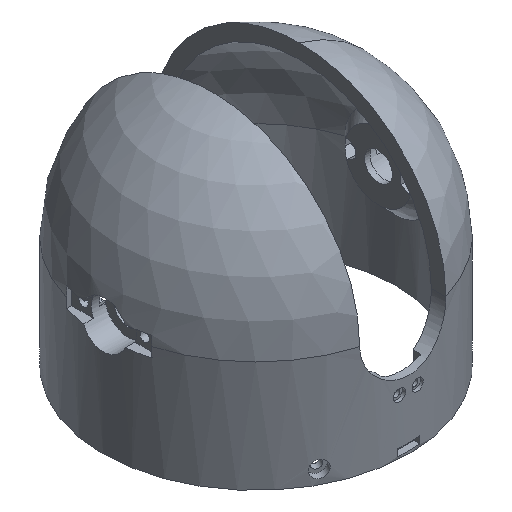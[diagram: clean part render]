
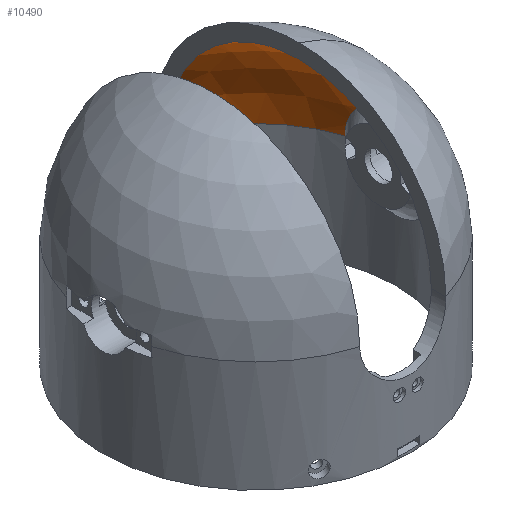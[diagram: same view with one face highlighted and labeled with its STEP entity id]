
A CAD part, isometric view. The second image highlights one B-rep face of the part: STEP entity #10490.
In plain terms, the highlighted spherical face has radius 50 mm.
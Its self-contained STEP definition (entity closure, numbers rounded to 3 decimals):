
#82 = CONICAL_SURFACE('',#83,18.,0.785);
#83 = AXIS2_PLACEMENT_3D('',#84,#85,#86);
#84 = CARTESIAN_POINT('',(50.,0.,100.));
#85 = DIRECTION('',(1.,0.,0.));
#86 = DIRECTION('',(0.,-1.,0.));
#818 = VERTEX_POINT('',#819);
#819 = CARTESIAN_POINT('',(47.528,15.528,100.));
#903 = CYLINDRICAL_SURFACE('',#904,50.);
#904 = AXIS2_PLACEMENT_3D('',#905,#906,#907);
#905 = CARTESIAN_POINT('',(0.,0.,100.));
#906 = DIRECTION('',(0.,0.,-1.));
#907 = DIRECTION('',(1.,0.,0.));
#1252 = VERTEX_POINT('',#1253);
#1253 = CARTESIAN_POINT('',(47.528,0.,
    115.528));
#1289 = SPHERICAL_SURFACE('',#1290,50.);
#1290 = AXIS2_PLACEMENT_3D('',#1291,#1292,#1293);
#1291 = CARTESIAN_POINT('',(0.,0.,100.));
#1292 = DIRECTION('',(0.,0.,1.));
#1293 = DIRECTION('',(1.,0.,0.));
#1312 = EDGE_CURVE('',#1252,#818,#1313,.T.);
#1313 = SURFACE_CURVE('',#1314,(#1329,#1347),.PCURVE_S1.);
#1314 = B_SPLINE_CURVE_WITH_KNOTS('',7,(#1315,#1316,#1317,#1318,#1319,
    #1320,#1321,#1322,#1323,#1324,#1325,#1326,#1327,#1328),
  .UNSPECIFIED.,.F.,.F.,(8,6,8),(0.,0.487,1.),
  .UNSPECIFIED.);
#1315 = CARTESIAN_POINT('',(47.528,0.,
    115.528));
#1316 = CARTESIAN_POINT('',(47.528,1.677,
    115.528));
#1317 = CARTESIAN_POINT('',(47.528,3.356,
    115.316));
#1318 = CARTESIAN_POINT('',(47.528,5.005,
    114.893));
#1319 = CARTESIAN_POINT('',(47.528,6.595,
    114.262));
#1320 = CARTESIAN_POINT('',(47.528,8.095,
    113.433));
#1321 = CARTESIAN_POINT('',(47.528,9.475,
    112.419));
#1322 = CARTESIAN_POINT('',(47.528,12.004,
    110.011));
#1323 = CARTESIAN_POINT('',(47.528,13.138,
    108.599));
#1324 = CARTESIAN_POINT('',(47.528,14.077,
    107.036));
#1325 = CARTESIAN_POINT('',(47.528,14.798,105.357
    ));
#1326 = CARTESIAN_POINT('',(47.528,15.285,
    103.597));
#1327 = CARTESIAN_POINT('',(47.528,15.528,
    101.798));
#1328 = CARTESIAN_POINT('',(47.528,15.528,100.));
#1329 = PCURVE('',#82,#1330);
#1330 = DEFINITIONAL_REPRESENTATION('',(#1331),#1346);
#1331 = B_SPLINE_CURVE_WITH_KNOTS('',7,(#1332,#1333,#1334,#1335,#1336,
    #1337,#1338,#1339,#1340,#1341,#1342,#1343,#1344,#1345),
  .UNSPECIFIED.,.F.,.F.,(8,6,8),(0.,0.487,1.),
  .UNSPECIFIED.);
#1332 = CARTESIAN_POINT('',(-1.571,-2.472));
#1333 = CARTESIAN_POINT('',(-1.679,-2.472));
#1334 = CARTESIAN_POINT('',(-1.787,-2.472));
#1335 = CARTESIAN_POINT('',(-1.895,-2.472));
#1336 = CARTESIAN_POINT('',(-2.004,-2.472));
#1337 = CARTESIAN_POINT('',(-2.113,-2.472));
#1338 = CARTESIAN_POINT('',(-2.222,-2.472));
#1339 = CARTESIAN_POINT('',(-2.447,-2.472));
#1340 = CARTESIAN_POINT('',(-2.563,-2.472));
#1341 = CARTESIAN_POINT('',(-2.678,-2.472));
#1342 = CARTESIAN_POINT('',(-2.794,-2.472));
#1343 = CARTESIAN_POINT('',(-2.91,-2.472));
#1344 = CARTESIAN_POINT('',(-3.026,-2.472));
#1345 = CARTESIAN_POINT('',(-3.142,-2.472));
#1346 = ( GEOMETRIC_REPRESENTATION_CONTEXT(2) 
PARAMETRIC_REPRESENTATION_CONTEXT() REPRESENTATION_CONTEXT('2D SPACE',''
  ) );
#1347 = PCURVE('',#1348,#1353);
#1348 = SPHERICAL_SURFACE('',#1349,50.);
#1349 = AXIS2_PLACEMENT_3D('',#1350,#1351,#1352);
#1350 = CARTESIAN_POINT('',(0.,0.,100.));
#1351 = DIRECTION('',(0.,0.,1.));
#1352 = DIRECTION('',(1.,0.,0.));
#1353 = DEFINITIONAL_REPRESENTATION('',(#1354),#1369);
#1354 = B_SPLINE_CURVE_WITH_KNOTS('',7,(#1355,#1356,#1357,#1358,#1359,
    #1360,#1361,#1362,#1363,#1364,#1365,#1366,#1367,#1368),
  .UNSPECIFIED.,.F.,.F.,(8,6,8),(0.,0.487,1.),
  .UNSPECIFIED.);
#1355 = CARTESIAN_POINT('',(-6.283,0.316));
#1356 = CARTESIAN_POINT('',(-6.248,0.316));
#1357 = CARTESIAN_POINT('',(-6.213,0.311));
#1358 = CARTESIAN_POINT('',(-6.178,0.302));
#1359 = CARTESIAN_POINT('',(-6.145,0.289));
#1360 = CARTESIAN_POINT('',(-6.114,0.272));
#1361 = CARTESIAN_POINT('',(-6.086,0.251));
#1362 = CARTESIAN_POINT('',(-6.036,0.202));
#1363 = CARTESIAN_POINT('',(-6.013,0.173));
#1364 = CARTESIAN_POINT('',(-5.995,0.141));
#1365 = CARTESIAN_POINT('',(-5.981,0.107));
#1366 = CARTESIAN_POINT('',(-5.972,0.072));
#1367 = CARTESIAN_POINT('',(-5.967,0.036));
#1368 = CARTESIAN_POINT('',(-5.967,0.));
#1369 = ( GEOMETRIC_REPRESENTATION_CONTEXT(2) 
PARAMETRIC_REPRESENTATION_CONTEXT() REPRESENTATION_CONTEXT('2D SPACE',''
  ) );
#3681 = VERTEX_POINT('',#3682);
#3682 = CARTESIAN_POINT('',(15.5,47.537,100.));
#3695 = PLANE('',#3696);
#3696 = AXIS2_PLACEMENT_3D('',#3697,#3698,#3699);
#3697 = CARTESIAN_POINT('',(15.5,57.5,100.));
#3698 = DIRECTION('',(-1.,0.,0.));
#3699 = DIRECTION('',(0.,0.,1.));
#3706 = EDGE_CURVE('',#3681,#818,#3707,.T.);
#3707 = SURFACE_CURVE('',#3708,(#3713,#3720),.PCURVE_S1.);
#3708 = CIRCLE('',#3709,50.);
#3709 = AXIS2_PLACEMENT_3D('',#3710,#3711,#3712);
#3710 = CARTESIAN_POINT('',(0.,0.,100.));
#3711 = DIRECTION('',(0.,0.,-1.));
#3712 = DIRECTION('',(1.,0.,0.));
#3713 = PCURVE('',#903,#3714);
#3714 = DEFINITIONAL_REPRESENTATION('',(#3715),#3719);
#3715 = LINE('',#3716,#3717);
#3716 = CARTESIAN_POINT('',(0.,0.));
#3717 = VECTOR('',#3718,1.);
#3718 = DIRECTION('',(1.,0.));
#3719 = ( GEOMETRIC_REPRESENTATION_CONTEXT(2) 
PARAMETRIC_REPRESENTATION_CONTEXT() REPRESENTATION_CONTEXT('2D SPACE',''
  ) );
#3720 = PCURVE('',#1348,#3721);
#3721 = DEFINITIONAL_REPRESENTATION('',(#3722),#3726);
#3722 = LINE('',#3723,#3724);
#3723 = CARTESIAN_POINT('',(0.,0.));
#3724 = VECTOR('',#3725,1.);
#3725 = DIRECTION('',(-1.,0.));
#3726 = ( GEOMETRIC_REPRESENTATION_CONTEXT(2) 
PARAMETRIC_REPRESENTATION_CONTEXT() REPRESENTATION_CONTEXT('2D SPACE',''
  ) );
#10490 = ADVANCED_FACE('',(#10491),#1348,.F.);
#10491 = FACE_BOUND('',#10492,.T.);
#10492 = EDGE_LOOP('',(#10493,#10517,#10565,#10566));
#10493 = ORIENTED_EDGE('',*,*,#10494,.T.);
#10494 = EDGE_CURVE('',#1252,#10495,#10497,.T.);
#10495 = VERTEX_POINT('',#10496);
#10496 = CARTESIAN_POINT('',(15.5,0.,
    147.537));
#10497 = SURFACE_CURVE('',#10498,(#10503,#10510),.PCURVE_S1.);
#10498 = CIRCLE('',#10499,50.);
#10499 = AXIS2_PLACEMENT_3D('',#10500,#10501,#10502);
#10500 = CARTESIAN_POINT('',(0.,0.,100.));
#10501 = DIRECTION('',(0.,-1.,0.));
#10502 = DIRECTION('',(1.,0.,0.));
#10503 = PCURVE('',#1348,#10504);
#10504 = DEFINITIONAL_REPRESENTATION('',(#10505),#10509);
#10505 = LINE('',#10506,#10507);
#10506 = CARTESIAN_POINT('',(-6.283,0.));
#10507 = VECTOR('',#10508,1.);
#10508 = DIRECTION('',(0.,1.));
#10509 = ( GEOMETRIC_REPRESENTATION_CONTEXT(2) 
PARAMETRIC_REPRESENTATION_CONTEXT() REPRESENTATION_CONTEXT('2D SPACE',''
  ) );
#10510 = PCURVE('',#1289,#10511);
#10511 = DEFINITIONAL_REPRESENTATION('',(#10512),#10516);
#10512 = LINE('',#10513,#10514);
#10513 = CARTESIAN_POINT('',(0.,0.));
#10514 = VECTOR('',#10515,1.);
#10515 = DIRECTION('',(0.,1.));
#10516 = ( GEOMETRIC_REPRESENTATION_CONTEXT(2) 
PARAMETRIC_REPRESENTATION_CONTEXT() REPRESENTATION_CONTEXT('2D SPACE',''
  ) );
#10517 = ORIENTED_EDGE('',*,*,#10518,.T.);
#10518 = EDGE_CURVE('',#10495,#3681,#10519,.T.);
#10519 = SURFACE_CURVE('',#10520,(#10525,#10558),.PCURVE_S1.);
#10520 = CIRCLE('',#10521,47.537);
#10521 = AXIS2_PLACEMENT_3D('',#10522,#10523,#10524);
#10522 = CARTESIAN_POINT('',(15.5,0.,100.));
#10523 = DIRECTION('',(-1.,0.,0.));
#10524 = DIRECTION('',(0.,0.,-1.));
#10525 = PCURVE('',#1348,#10526);
#10526 = DEFINITIONAL_REPRESENTATION('',(#10527),#10557);
#10527 = B_SPLINE_CURVE_WITH_KNOTS('',10,(#10528,#10529,#10530,#10531,
    #10532,#10533,#10534,#10535,#10536,#10537,#10538,#10539,#10540,
    #10541,#10542,#10543,#10544,#10545,#10546,#10547,#10548,#10549,
    #10550,#10551,#10552,#10553,#10554,#10555,#10556),.UNSPECIFIED.,.F.,
  .F.,(11,9,9,11),(3.142,3.534,4.123,
    4.712),.UNSPECIFIED.);
#10528 = CARTESIAN_POINT('',(-6.283,1.256));
#10529 = CARTESIAN_POINT('',(-6.163,1.256));
#10530 = CARTESIAN_POINT('',(-6.042,1.25));
#10531 = CARTESIAN_POINT('',(-5.927,1.24));
#10532 = CARTESIAN_POINT('',(-5.822,1.224));
#10533 = CARTESIAN_POINT('',(-5.73,1.205));
#10534 = CARTESIAN_POINT('',(-5.649,1.183));
#10535 = CARTESIAN_POINT('',(-5.579,1.158));
#10536 = CARTESIAN_POINT('',(-5.518,1.131));
#10537 = CARTESIAN_POINT('',(-5.465,1.102));
#10538 = CARTESIAN_POINT('',(-5.348,1.028));
#10539 = CARTESIAN_POINT('',(-5.292,0.98));
#10540 = CARTESIAN_POINT('',(-5.248,0.93));
#10541 = CARTESIAN_POINT('',(-5.211,0.879));
#10542 = CARTESIAN_POINT('',(-5.181,0.827));
#10543 = CARTESIAN_POINT('',(-5.155,0.774));
#10544 = CARTESIAN_POINT('',(-5.134,0.72));
#10545 = CARTESIAN_POINT('',(-5.115,0.666));
#10546 = CARTESIAN_POINT('',(-5.099,0.611));
#10547 = CARTESIAN_POINT('',(-5.073,0.502));
#10548 = CARTESIAN_POINT('',(-5.062,0.446));
#10549 = CARTESIAN_POINT('',(-5.053,0.391));
#10550 = CARTESIAN_POINT('',(-5.045,0.335));
#10551 = CARTESIAN_POINT('',(-5.039,0.28));
#10552 = CARTESIAN_POINT('',(-5.034,0.224));
#10553 = CARTESIAN_POINT('',(-5.031,0.168));
#10554 = CARTESIAN_POINT('',(-5.029,0.112));
#10555 = CARTESIAN_POINT('',(-5.028,0.056));
#10556 = CARTESIAN_POINT('',(-5.028,0.));
#10557 = ( GEOMETRIC_REPRESENTATION_CONTEXT(2) 
PARAMETRIC_REPRESENTATION_CONTEXT() REPRESENTATION_CONTEXT('2D SPACE',''
  ) );
#10558 = PCURVE('',#3695,#10559);
#10559 = DEFINITIONAL_REPRESENTATION('',(#10560),#10564);
#10560 = CIRCLE('',#10561,47.537);
#10561 = AXIS2_PLACEMENT_2D('',#10562,#10563);
#10562 = CARTESIAN_POINT('',(0.,-57.5));
#10563 = DIRECTION('',(-1.,0.));
#10564 = ( GEOMETRIC_REPRESENTATION_CONTEXT(2) 
PARAMETRIC_REPRESENTATION_CONTEXT() REPRESENTATION_CONTEXT('2D SPACE',''
  ) );
#10565 = ORIENTED_EDGE('',*,*,#3706,.T.);
#10566 = ORIENTED_EDGE('',*,*,#1312,.F.);
